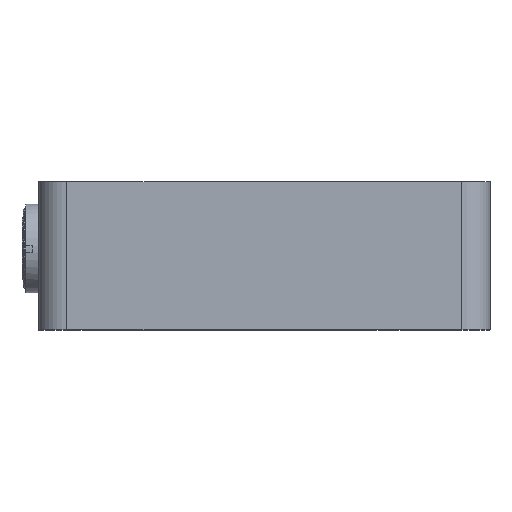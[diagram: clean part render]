
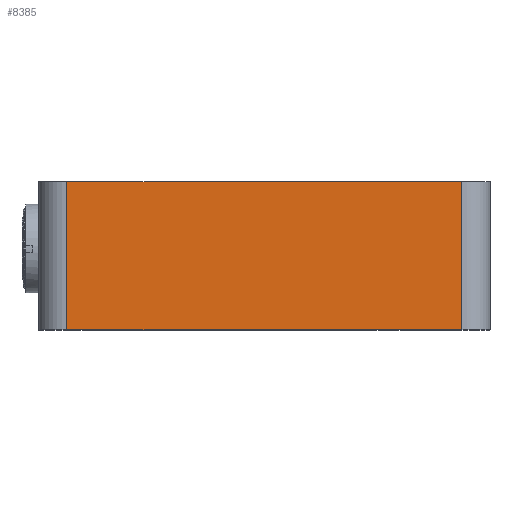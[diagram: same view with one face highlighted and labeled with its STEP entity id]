
A CAD part, top view. The second image highlights one B-rep face of the part: STEP entity #8385.
In plain terms, the highlighted planar face has unit normal (0, 0, 1).
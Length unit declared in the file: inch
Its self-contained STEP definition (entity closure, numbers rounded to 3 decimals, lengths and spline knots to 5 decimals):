
#183=LINE($,#12566,#1008);
#229=LINE($,#12707,#1054);
#230=LINE($,#12710,#1055);
#231=LINE($,#12711,#1056);
#1008=VECTOR($,#10012,3.5);
#1054=VECTOR($,#10172,1.312);
#1055=VECTOR($,#10175,3.5);
#1056=VECTOR($,#10176,1.312);
#1795=PLANE($,#9002);
#2356=FACE_OUTER_BOUND($,#2895,.T.);
#2895=EDGE_LOOP($,(#6181,#6182,#6183,#6184));
#3926=VERTEX_POINT($,#12563);
#3927=VERTEX_POINT($,#12565);
#3965=VERTEX_POINT($,#12705);
#3966=VERTEX_POINT($,#12709);
#4783=EDGE_CURVE($,#3927,#3926,#183,.T.);
#4850=EDGE_CURVE($,#3926,#3965,#229,.T.);
#4851=EDGE_CURVE($,#3966,#3965,#230,.T.);
#4852=EDGE_CURVE($,#3927,#3966,#231,.T.);
#6181=ORIENTED_EDGE($,*,*,#4783,.T.);
#6182=ORIENTED_EDGE($,*,*,#4850,.T.);
#6183=ORIENTED_EDGE($,*,*,#4851,.F.);
#6184=ORIENTED_EDGE($,*,*,#4852,.F.);
#8385=ADVANCED_FACE($,(#2356),#1795,.T.);
#9002=AXIS2_PLACEMENT_3D($,#12708,#10173,#10174);
#10012=DIRECTION($,(1.,0.,0.));
#10172=DIRECTION($,(0.,1.,0.));
#10173=DIRECTION('center_axis',(0.,0.,1.));
#10174=DIRECTION('ref_axis',(1.,0.,0.));
#10175=DIRECTION($,(1.,0.,0.));
#10176=DIRECTION($,(0.,1.,0.));
#12563=CARTESIAN_POINT('',(1.5649,0.,1.96737));
#12565=CARTESIAN_POINT('',(-1.9351,0.,1.96737));
#12566=CARTESIAN_POINT($,(-1.9351,0.,1.96737));
#12705=CARTESIAN_POINT('',(1.5649,1.312,1.96737));
#12707=CARTESIAN_POINT($,(1.5649,0.,1.96737));
#12708=CARTESIAN_POINT('Origin',(-1.9351,0.,1.96737));
#12709=CARTESIAN_POINT('',(-1.9351,1.312,1.96737));
#12710=CARTESIAN_POINT($,(-1.9351,1.312,1.96737));
#12711=CARTESIAN_POINT($,(-1.9351,0.,1.96737));
